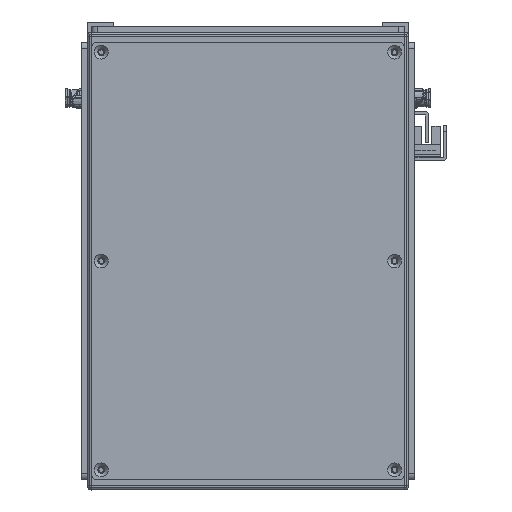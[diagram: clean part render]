
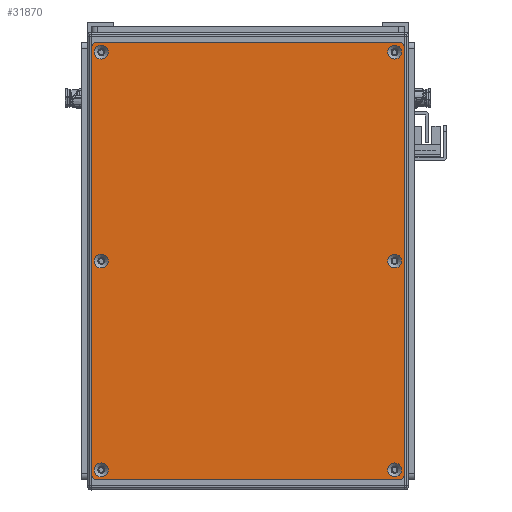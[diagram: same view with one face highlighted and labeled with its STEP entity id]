
A CAD part, front view. The second image highlights one B-rep face of the part: STEP entity #31870.
In plain terms, the highlighted planar face has unit normal (0, -1, 0).
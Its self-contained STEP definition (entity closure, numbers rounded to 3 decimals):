
#2168=FACE_BOUND('',#7352,.T.);
#2169=FACE_BOUND('',#7353,.T.);
#2170=FACE_BOUND('',#7354,.T.);
#2171=FACE_BOUND('',#7355,.T.);
#2172=FACE_BOUND('',#7356,.T.);
#2173=FACE_BOUND('',#7357,.T.);
#2902=PLANE('',#35776);
#5267=FACE_OUTER_BOUND('',#7351,.T.);
#7351=EDGE_LOOP('',(#29887,#29888,#29889,#29890,#29891,#29892,#29893,#29894));
#7352=EDGE_LOOP('',(#29895));
#7353=EDGE_LOOP('',(#29896));
#7354=EDGE_LOOP('',(#29897));
#7355=EDGE_LOOP('',(#29898));
#7356=EDGE_LOOP('',(#29899));
#7357=EDGE_LOOP('',(#29900));
#9827=LINE('',#56801,#12288);
#9828=LINE('',#56805,#12289);
#9829=LINE('',#56809,#12290);
#9830=LINE('',#56812,#12291);
#12288=VECTOR('',#44871,10.);
#12289=VECTOR('',#44874,10.);
#12290=VECTOR('',#44877,10.);
#12291=VECTOR('',#44880,10.);
#13877=CIRCLE('',#35744,3.45);
#13880=CIRCLE('',#35749,3.45);
#13883=CIRCLE('',#35754,3.45);
#13886=CIRCLE('',#35759,3.45);
#13889=CIRCLE('',#35764,3.45);
#13892=CIRCLE('',#35769,3.45);
#13895=CIRCLE('',#35774,3.);
#13897=CIRCLE('',#35777,3.);
#13898=CIRCLE('',#35778,3.);
#13899=CIRCLE('',#35779,3.);
#16789=VERTEX_POINT('',#56731);
#16792=VERTEX_POINT('',#56741);
#16795=VERTEX_POINT('',#56751);
#16798=VERTEX_POINT('',#56761);
#16801=VERTEX_POINT('',#56771);
#16804=VERTEX_POINT('',#56781);
#16807=VERTEX_POINT('',#56791);
#16808=VERTEX_POINT('',#56792);
#16811=VERTEX_POINT('',#56800);
#16812=VERTEX_POINT('',#56802);
#16813=VERTEX_POINT('',#56804);
#16814=VERTEX_POINT('',#56806);
#16815=VERTEX_POINT('',#56808);
#16816=VERTEX_POINT('',#56810);
#21151=EDGE_CURVE('',#16789,#16789,#13877,.T.);
#21156=EDGE_CURVE('',#16792,#16792,#13880,.T.);
#21161=EDGE_CURVE('',#16795,#16795,#13883,.T.);
#21166=EDGE_CURVE('',#16798,#16798,#13886,.T.);
#21171=EDGE_CURVE('',#16801,#16801,#13889,.T.);
#21176=EDGE_CURVE('',#16804,#16804,#13892,.T.);
#21181=EDGE_CURVE('',#16807,#16808,#13895,.T.);
#21185=EDGE_CURVE('',#16807,#16811,#9827,.T.);
#21186=EDGE_CURVE('',#16812,#16811,#13897,.T.);
#21187=EDGE_CURVE('',#16812,#16813,#9828,.T.);
#21188=EDGE_CURVE('',#16814,#16813,#13898,.T.);
#21189=EDGE_CURVE('',#16814,#16815,#9829,.T.);
#21190=EDGE_CURVE('',#16816,#16815,#13899,.T.);
#21191=EDGE_CURVE('',#16816,#16808,#9830,.T.);
#29887=ORIENTED_EDGE('',*,*,#21181,.F.);
#29888=ORIENTED_EDGE('',*,*,#21185,.T.);
#29889=ORIENTED_EDGE('',*,*,#21186,.F.);
#29890=ORIENTED_EDGE('',*,*,#21187,.T.);
#29891=ORIENTED_EDGE('',*,*,#21188,.F.);
#29892=ORIENTED_EDGE('',*,*,#21189,.T.);
#29893=ORIENTED_EDGE('',*,*,#21190,.F.);
#29894=ORIENTED_EDGE('',*,*,#21191,.T.);
#29895=ORIENTED_EDGE('',*,*,#21151,.T.);
#29896=ORIENTED_EDGE('',*,*,#21156,.T.);
#29897=ORIENTED_EDGE('',*,*,#21161,.T.);
#29898=ORIENTED_EDGE('',*,*,#21166,.T.);
#29899=ORIENTED_EDGE('',*,*,#21171,.T.);
#29900=ORIENTED_EDGE('',*,*,#21176,.T.);
#31870=ADVANCED_FACE('',(#5267,#2168,#2169,#2170,#2171,#2172,#2173),#2902,
 .T.);
#35744=AXIS2_PLACEMENT_3D('',#56732,#44791,#44792);
#35749=AXIS2_PLACEMENT_3D('',#56742,#44803,#44804);
#35754=AXIS2_PLACEMENT_3D('',#56752,#44815,#44816);
#35759=AXIS2_PLACEMENT_3D('',#56762,#44827,#44828);
#35764=AXIS2_PLACEMENT_3D('',#56772,#44839,#44840);
#35769=AXIS2_PLACEMENT_3D('',#56782,#44851,#44852);
#35774=AXIS2_PLACEMENT_3D('',#56793,#44863,#44864);
#35776=AXIS2_PLACEMENT_3D('',#56799,#44869,#44870);
#35777=AXIS2_PLACEMENT_3D('',#56803,#44872,#44873);
#35778=AXIS2_PLACEMENT_3D('',#56807,#44875,#44876);
#35779=AXIS2_PLACEMENT_3D('',#56811,#44878,#44879);
#44791=DIRECTION('center_axis',(0.,1.,0.));
#44792=DIRECTION('ref_axis',(1.,0.,0.));
#44803=DIRECTION('center_axis',(0.,1.,0.));
#44804=DIRECTION('ref_axis',(1.,0.,0.));
#44815=DIRECTION('center_axis',(0.,1.,0.));
#44816=DIRECTION('ref_axis',(1.,0.,0.));
#44827=DIRECTION('center_axis',(0.,1.,0.));
#44828=DIRECTION('ref_axis',(1.,0.,0.));
#44839=DIRECTION('center_axis',(0.,1.,0.));
#44840=DIRECTION('ref_axis',(1.,0.,0.));
#44851=DIRECTION('center_axis',(0.,1.,0.));
#44852=DIRECTION('ref_axis',(1.,0.,0.));
#44863=DIRECTION('center_axis',(0.,1.,0.));
#44864=DIRECTION('ref_axis',(-0.707,0.,0.707));
#44869=DIRECTION('center_axis',(0.,-1.,0.));
#44870=DIRECTION('ref_axis',(0.,0.,-1.));
#44871=DIRECTION('',(0.,0.,-1.));
#44872=DIRECTION('center_axis',(0.,1.,0.));
#44873=DIRECTION('ref_axis',(-0.707,0.,-0.707));
#44874=DIRECTION('',(1.,0.,0.));
#44875=DIRECTION('center_axis',(0.,1.,0.));
#44876=DIRECTION('ref_axis',(0.707,0.,-0.707));
#44877=DIRECTION('',(0.,0.,1.));
#44878=DIRECTION('center_axis',(0.,1.,0.));
#44879=DIRECTION('ref_axis',(0.707,0.,0.707));
#44880=DIRECTION('',(-1.,0.,0.));
#56731=CARTESIAN_POINT('',(100.55,-1.5,73.));
#56732=CARTESIAN_POINT('Origin',(104.,-1.5,73.));
#56741=CARTESIAN_POINT('',(-107.45,-1.5,-73.));
#56742=CARTESIAN_POINT('Origin',(-104.,-1.5,-73.));
#56751=CARTESIAN_POINT('',(-3.45,-1.5,73.));
#56752=CARTESIAN_POINT('Origin',(0.,-1.5,73.));
#56761=CARTESIAN_POINT('',(-3.45,-1.5,-73.));
#56762=CARTESIAN_POINT('Origin',(0.,-1.5,-73.));
#56771=CARTESIAN_POINT('',(-107.45,-1.5,73.));
#56772=CARTESIAN_POINT('Origin',(-104.,-1.5,73.));
#56781=CARTESIAN_POINT('',(100.55,-1.5,-73.));
#56782=CARTESIAN_POINT('Origin',(104.,-1.5,-73.));
#56791=CARTESIAN_POINT('',(-109.,-1.5,75.));
#56792=CARTESIAN_POINT('',(-106.,-1.5,78.));
#56793=CARTESIAN_POINT('Origin',(-106.,-1.5,75.));
#56799=CARTESIAN_POINT('Origin',(0.,-1.5,0.));
#56800=CARTESIAN_POINT('',(-109.,-1.5,-75.));
#56801=CARTESIAN_POINT('',(-109.,-1.5,78.));
#56802=CARTESIAN_POINT('',(-106.,-1.5,-78.));
#56803=CARTESIAN_POINT('Origin',(-106.,-1.5,-75.));
#56804=CARTESIAN_POINT('',(106.,-1.5,-78.));
#56805=CARTESIAN_POINT('',(-109.,-1.5,-78.));
#56806=CARTESIAN_POINT('',(109.,-1.5,-75.));
#56807=CARTESIAN_POINT('Origin',(106.,-1.5,-75.));
#56808=CARTESIAN_POINT('',(109.,-1.5,75.));
#56809=CARTESIAN_POINT('',(109.,-1.5,-78.));
#56810=CARTESIAN_POINT('',(106.,-1.5,78.));
#56811=CARTESIAN_POINT('Origin',(106.,-1.5,75.));
#56812=CARTESIAN_POINT('',(109.,-1.5,78.));
